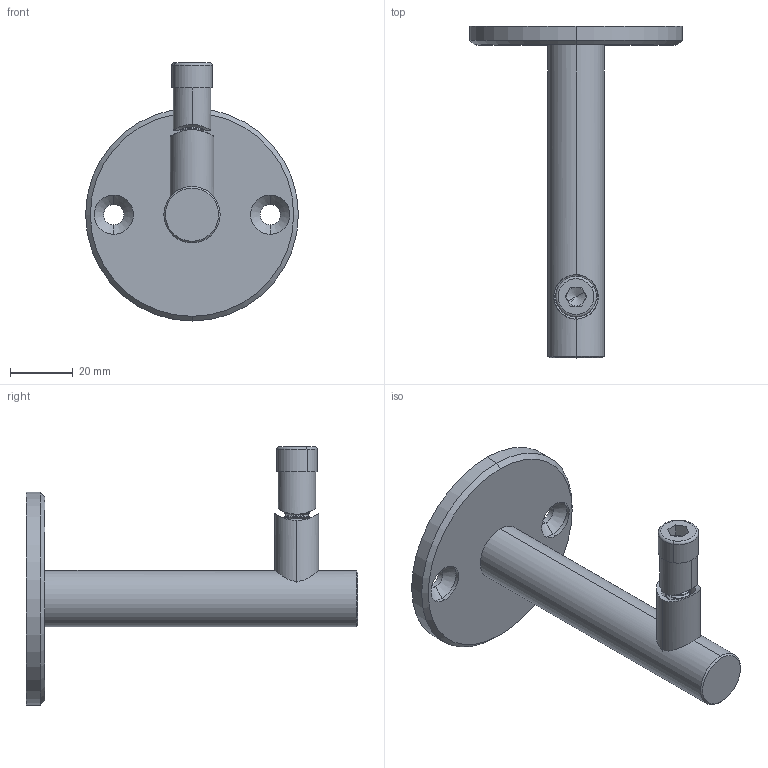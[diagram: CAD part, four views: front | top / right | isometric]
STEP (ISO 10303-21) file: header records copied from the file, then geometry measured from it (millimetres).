
FILE_DESCRIPTION (( 'STEP AP203' ), '1' );
FILE_NAME ('60822-240.STEP', '2020-07-21T06:49:53', ( '' ), ( '' ), 'SwSTEP 2.0', 'SolidWorks 2018', '' );
FILE_SCHEMA (( 'CONFIG_CONTROL_DESIGN' ));
Length unit declared in the file: millimetre
Products named in the file (7): 60822-240 Teil4_60822-240 Teil4; socket head cap screw_din_DIN 912 M8 x 45 --- 45S; 60822-240 Teil2_60822-240 Teil2; socket countersunk head screw_din_DIN 7991 - M8 x 20 --- 20S; 60822-240; 60822-240 Teil1_60822-240 Teil1; 60822-240 Teil3_60822-240 Teil3
Assembly tree (6 placements, depth 2):
  60822-240
    60822-240 Teil1_60822-240 Teil1
    60822-240 Teil2_60822-240 Teil2
    socket countersunk head screw_din_DIN 7991 - M8 x 20 --- 20S
    60822-240 Teil3_60822-240 Teil3
    60822-240 Teil4_60822-240 Teil4
    socket head cap screw_din_DIN 912 M8 x 45 --- 45S
Bounding box: 68 x 106 x 82.47 mm (x, y, z)
Volume: 49384.8 mm3; surface area: 21526.7 mm2
Topology: 6 solids, 6 shells, 602 faces, 1547 edges, 980 vertices
Faces by surface type: cone 204, plane 154, cylinder 128, bspline 110, torus 6
Entity records: 25594 total; most frequent: CARTESIAN_POINT 10576, ORIENTED_EDGE 3078, DIRECTION 2851, EDGE_CURVE 1539, AXIS2_PLACEMENT_3D 1043, VERTEX_POINT 980, LINE 765, VECTOR 765
